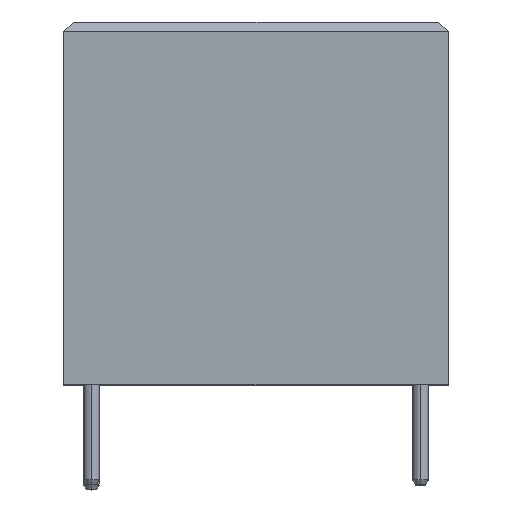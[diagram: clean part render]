
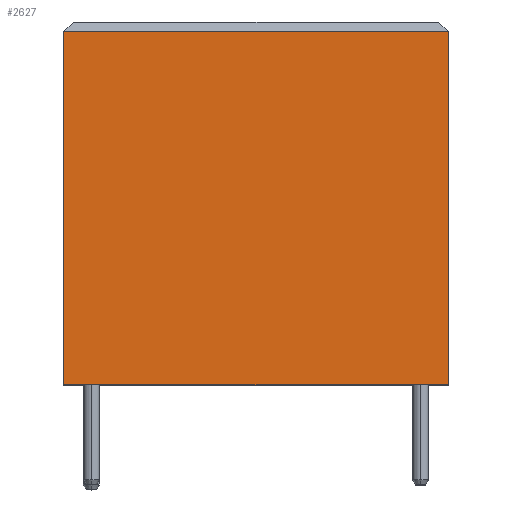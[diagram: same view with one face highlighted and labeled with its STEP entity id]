
A CAD part, top view. The second image highlights one B-rep face of the part: STEP entity #2627.
In plain terms, the highlighted planar face has unit normal (0, 0, 1).
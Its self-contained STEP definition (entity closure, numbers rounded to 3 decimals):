
#242 = AXIS2_PLACEMENT_3D ( 'NONE', #1889, #1112, #7283 ) ;
#686 = CARTESIAN_POINT ( 'NONE',  ( 0., 0., 0. ) ) ;
#687 = CARTESIAN_POINT ( 'NONE',  ( 19.3, 0., 0. ) ) ;
#741 = VERTEX_POINT ( 'NONE', #8241 ) ;
#1109 = DIRECTION ( 'NONE',  ( 0., 1., 0. ) ) ;
#1112 = DIRECTION ( 'NONE',  ( 0., 0., 1. ) ) ;
#1842 = DIRECTION ( 'NONE',  ( -1., 0., 0. ) ) ;
#1889 = CARTESIAN_POINT ( 'NONE',  ( 0., 0., 0. ) ) ;
#2472 = LINE ( 'NONE', #4260, #9931 ) ;
#2483 = LINE ( 'NONE', #8999, #6360 ) ;
#2627 = ADVANCED_FACE ( 'NONE', ( #6611 ), #4894, .T. ) ;
#3361 = EDGE_CURVE ( 'NONE', #8019, #9887, #5722, .T. ) ;
#3821 = VERTEX_POINT ( 'NONE', #6213 ) ;
#3829 = ORIENTED_EDGE ( 'NONE', *, *, #7829, .T. ) ;
#4184 = ORIENTED_EDGE ( 'NONE', *, *, #4693, .T. ) ;
#4260 = CARTESIAN_POINT ( 'NONE',  ( 9.65, 0., 0. ) ) ;
#4636 = ORIENTED_EDGE ( 'NONE', *, *, #3361, .F. ) ;
#4693 = EDGE_CURVE ( 'NONE', #8019, #741, #2472, .T. ) ;
#4894 = PLANE ( 'NONE',  #242 ) ;
#5160 = EDGE_CURVE ( 'NONE', #3821, #741, #10086, .T. ) ;
#5722 = LINE ( 'NONE', #8267, #7258 ) ;
#5788 = VECTOR ( 'NONE', #8530, 1000. ) ;
#6213 = CARTESIAN_POINT ( 'NONE',  ( 19.3, 17.7, 0. ) ) ;
#6234 = EDGE_LOOP ( 'NONE', ( #4184, #8697, #3829, #4636 ) ) ;
#6360 = VECTOR ( 'NONE', #1842, 1000. ) ;
#6611 = FACE_OUTER_BOUND ( 'NONE', #6234, .T. ) ;
#6657 = DIRECTION ( 'NONE',  ( 1., 0., 0. ) ) ;
#7258 = VECTOR ( 'NONE', #1109, 1000. ) ;
#7283 = DIRECTION ( 'NONE',  ( 1., 0., 0. ) ) ;
#7491 = CARTESIAN_POINT ( 'NONE',  ( 0., 17.7, 0. ) ) ;
#7829 = EDGE_CURVE ( 'NONE', #3821, #9887, #2483, .T. ) ;
#8019 = VERTEX_POINT ( 'NONE', #686 ) ;
#8241 = CARTESIAN_POINT ( 'NONE',  ( 19.3, 0., 0. ) ) ;
#8267 = CARTESIAN_POINT ( 'NONE',  ( 0., 0., 0. ) ) ;
#8530 = DIRECTION ( 'NONE',  ( 0., -1., 0. ) ) ;
#8697 = ORIENTED_EDGE ( 'NONE', *, *, #5160, .F. ) ;
#8999 = CARTESIAN_POINT ( 'NONE',  ( 0., 17.7, 0. ) ) ;
#9887 = VERTEX_POINT ( 'NONE', #7491 ) ;
#9931 = VECTOR ( 'NONE', #6657, 1000. ) ;
#10086 = LINE ( 'NONE', #687, #5788 ) ;
